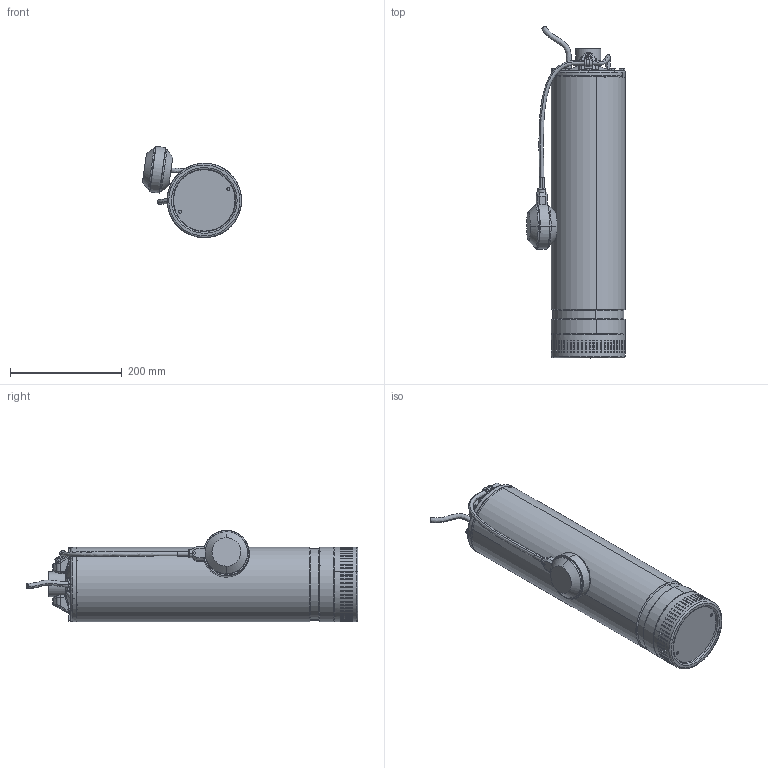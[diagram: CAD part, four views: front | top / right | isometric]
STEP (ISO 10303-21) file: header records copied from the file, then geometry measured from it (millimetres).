
FILE_DESCRIPTION (( 'STEP AP203' ), '1' );
FILE_NAME ('10016568swa00.step', '2023-07-20T06:54:14', ( '' ), ( '' ), 'SwSTEP 2.0', 'SolidWorks 2020', '' );
FILE_SCHEMA (( 'CONFIG_CONTROL_DESIGN' ));
Length unit declared in the file: millimetre
Products named in the file (9): Copia di M5x16_UNI_57390^10016568swa00; Copia di 4_93_498_02_REV00^10016568swa00; Copia di 10011495swn00^10016568swa00; Copia di 10008019swn00^10016568swa00_TCB+ M5x10 UNI 7687 A2-70; Copia di 3_92_161_REV01^10016568swa00; Copia di 4_93_608_02_REV00^10016568swa00_478; 10016568swa00; Copia di 10010901swn00^10016568swa00; Cavo galleggiante^10016568swa00
Assembly tree (15 placements, depth 2):
  10016568swa00
    Copia di 4_93_608_02_REV00^10016568swa00_478
    Copia di M5x16_UNI_57390^10016568swa00  x8
    Copia di 3_92_161_REV01^10016568swa00
    Copia di 10010901swn00^10016568swa00
    Copia di 10008019swn00^10016568swa00_TCB+ M5x10 UNI 7687 A2-70
    Copia di 10011495swn00^10016568swa00
    Cavo galleggiante^10016568swa00
    Copia di 4_93_498_02_REV00^10016568swa00
Bounding box: 177.03 x 593.56 x 163.13 mm (x, y, z)
Volume: 1217756.8 mm3; surface area: 554179.3 mm2
Topology: 30 solids, 30 shells, 1864 faces, 4433 edges, 2849 vertices
Faces by surface type: plane 896, cylinder 605, bspline 265, cone 82, sphere 12, torus 4
Entity records: 87639 total; most frequent: CARTESIAN_POINT 48801, ORIENTED_EDGE 8270, DIRECTION 6774, EDGE_CURVE 4135, VERTEX_POINT 2667, AXIS2_PLACEMENT_3D 2334, VECTOR 2106, LINE 2106
